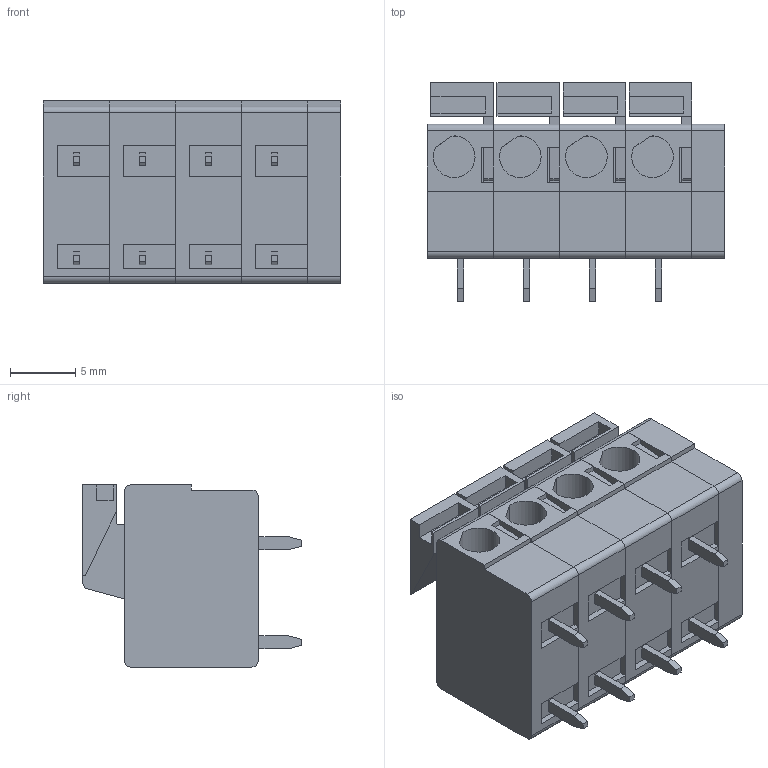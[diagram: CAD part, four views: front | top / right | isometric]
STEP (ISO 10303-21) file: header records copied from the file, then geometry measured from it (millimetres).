
FILE_DESCRIPTION( ( 'STEP AP214' ), '1' );
FILE_NAME( 'MX222-50804A-20230223.stp', '2023-02-23T01:28:07', ( ' ' ), ( ' ' ), 'XStep 1.0', ' ', ' ' );
FILE_SCHEMA( ( 'CONFIG_CONTROL_DESIGN) ( )' ) );
Length unit declared in the file: metre
Products named in the file (1): 1
Bounding box: 22.86 x 16.8 x 14 mm (x, y, z)
Volume: 3338 mm3; surface area: 3503.2 mm2
Topology: 1 solids, 1 shells, 284 faces, 786 edges, 520 vertices
Faces by surface type: plane 252, cylinder 32
Entity records: 8933 total; most frequent: CARTESIAN_POINT 1591, ORIENTED_EDGE 1572, DIRECTION 1420, EDGE_CURVE 786, LINE 722, VECTOR 722, VERTEX_POINT 520, AXIS2_PLACEMENT_3D 349
